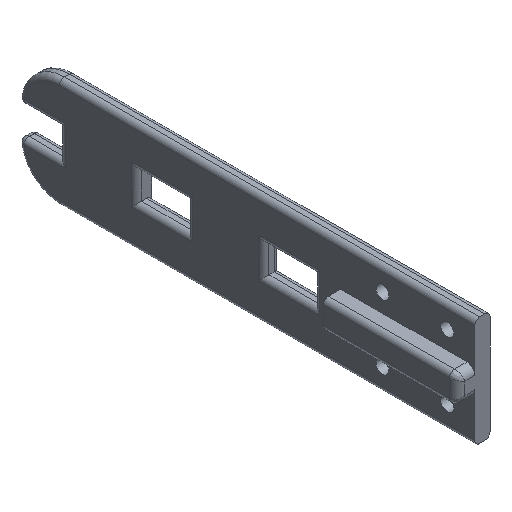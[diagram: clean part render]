
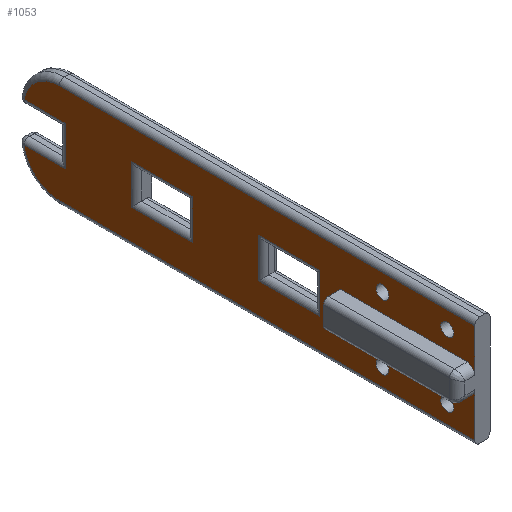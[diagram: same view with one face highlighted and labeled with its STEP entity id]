
A CAD part, isometric view. The second image highlights one B-rep face of the part: STEP entity #1053.
In plain terms, the highlighted planar face has unit normal (-1, 0, 0).
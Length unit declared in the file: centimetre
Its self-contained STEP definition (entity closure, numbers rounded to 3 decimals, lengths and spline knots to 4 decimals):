
#28=FACE_BOUND('',#180,.T.);
#29=FACE_BOUND('',#181,.T.);
#30=FACE_BOUND('',#182,.T.);
#31=FACE_BOUND('',#183,.T.);
#32=FACE_BOUND('',#184,.T.);
#33=FACE_BOUND('',#185,.T.);
#44=CIRCLE('',#1127,1.4);
#45=CIRCLE('',#1128,0.3);
#46=CIRCLE('',#1129,0.3);
#47=CIRCLE('',#1130,1.4);
#48=CIRCLE('',#1131,0.25);
#49=CIRCLE('',#1132,0.25);
#50=CIRCLE('',#1133,0.25);
#51=CIRCLE('',#1134,0.25);
#89=PLANE('',#1126);
#111=FACE_OUTER_BOUND('',#179,.T.);
#179=EDGE_LOOP('',(#716,#717,#718,#719,#720,#721,#722,#723,#724,#725,#726,
#727,#728,#729));
#180=EDGE_LOOP('',(#730,#731,#732,#733));
#181=EDGE_LOOP('',(#734));
#182=EDGE_LOOP('',(#735));
#183=EDGE_LOOP('',(#736));
#184=EDGE_LOOP('',(#737));
#185=EDGE_LOOP('',(#738,#739,#740,#741));
#261=LINE('',#1615,#349);
#265=LINE('',#1626,#353);
#267=LINE('',#1631,#355);
#268=LINE('',#1635,#356);
#269=LINE('',#1637,#357);
#270=LINE('',#1641,#358);
#271=LINE('',#1643,#359);
#272=LINE('',#1645,#360);
#273=LINE('',#1649,#361);
#274=LINE('',#1651,#362);
#275=LINE('',#1655,#363);
#276=LINE('',#1656,#364);
#277=LINE('',#1658,#365);
#278=LINE('',#1659,#366);
#279=LINE('',#1670,#367);
#280=LINE('',#1672,#368);
#281=LINE('',#1674,#369);
#282=LINE('',#1675,#370);
#349=VECTOR('',#1261,1.);
#353=VECTOR('',#1271,1.);
#355=VECTOR('',#1275,1.);
#356=VECTOR('',#1278,1.);
#357=VECTOR('',#1279,1.);
#358=VECTOR('',#1282,1.);
#359=VECTOR('',#1283,1.);
#360=VECTOR('',#1284,1.);
#361=VECTOR('',#1287,1.);
#362=VECTOR('',#1288,1.);
#363=VECTOR('',#1291,1.);
#364=VECTOR('',#1292,1.);
#365=VECTOR('',#1293,1.);
#366=VECTOR('',#1294,1.);
#367=VECTOR('',#1303,1.);
#368=VECTOR('',#1304,1.);
#369=VECTOR('',#1305,1.);
#370=VECTOR('',#1306,1.);
#458=VERTEX_POINT('',#1608);
#461=VERTEX_POINT('',#1613);
#465=VERTEX_POINT('',#1624);
#466=VERTEX_POINT('',#1629);
#467=VERTEX_POINT('',#1630);
#468=VERTEX_POINT('',#1632);
#469=VERTEX_POINT('',#1634);
#470=VERTEX_POINT('',#1636);
#471=VERTEX_POINT('',#1638);
#472=VERTEX_POINT('',#1640);
#473=VERTEX_POINT('',#1642);
#474=VERTEX_POINT('',#1644);
#475=VERTEX_POINT('',#1646);
#476=VERTEX_POINT('',#1648);
#477=VERTEX_POINT('',#1650);
#478=VERTEX_POINT('',#1652);
#479=VERTEX_POINT('',#1654);
#480=VERTEX_POINT('',#1657);
#481=VERTEX_POINT('',#1660);
#482=VERTEX_POINT('',#1662);
#483=VERTEX_POINT('',#1664);
#484=VERTEX_POINT('',#1666);
#485=VERTEX_POINT('',#1668);
#486=VERTEX_POINT('',#1669);
#487=VERTEX_POINT('',#1671);
#488=VERTEX_POINT('',#1673);
#553=EDGE_CURVE('',#461,#458,#261,.T.);
#558=EDGE_CURVE('',#465,#461,#265,.T.);
#560=EDGE_CURVE('',#466,#467,#267,.T.);
#561=EDGE_CURVE('',#468,#466,#44,.T.);
#562=EDGE_CURVE('',#469,#468,#268,.T.);
#563=EDGE_CURVE('',#470,#469,#269,.F.);
#564=EDGE_CURVE('',#470,#471,#45,.T.);
#565=EDGE_CURVE('',#471,#472,#270,.T.);
#566=EDGE_CURVE('',#472,#473,#271,.T.);
#567=EDGE_CURVE('',#473,#474,#272,.T.);
#568=EDGE_CURVE('',#474,#475,#46,.T.);
#569=EDGE_CURVE('',#476,#475,#273,.F.);
#570=EDGE_CURVE('',#477,#476,#274,.T.);
#571=EDGE_CURVE('',#478,#477,#47,.T.);
#572=EDGE_CURVE('',#479,#478,#275,.T.);
#573=EDGE_CURVE('',#467,#479,#276,.T.);
#574=EDGE_CURVE('',#480,#465,#277,.T.);
#575=EDGE_CURVE('',#458,#480,#278,.T.);
#576=EDGE_CURVE('',#481,#481,#48,.T.);
#577=EDGE_CURVE('',#482,#482,#49,.T.);
#578=EDGE_CURVE('',#483,#483,#50,.T.);
#579=EDGE_CURVE('',#484,#484,#51,.T.);
#580=EDGE_CURVE('',#485,#486,#279,.T.);
#581=EDGE_CURVE('',#487,#485,#280,.T.);
#582=EDGE_CURVE('',#488,#487,#281,.T.);
#583=EDGE_CURVE('',#486,#488,#282,.T.);
#716=ORIENTED_EDGE('',*,*,#560,.F.);
#717=ORIENTED_EDGE('',*,*,#561,.F.);
#718=ORIENTED_EDGE('',*,*,#562,.F.);
#719=ORIENTED_EDGE('',*,*,#563,.F.);
#720=ORIENTED_EDGE('',*,*,#564,.T.);
#721=ORIENTED_EDGE('',*,*,#565,.T.);
#722=ORIENTED_EDGE('',*,*,#566,.T.);
#723=ORIENTED_EDGE('',*,*,#567,.T.);
#724=ORIENTED_EDGE('',*,*,#568,.T.);
#725=ORIENTED_EDGE('',*,*,#569,.F.);
#726=ORIENTED_EDGE('',*,*,#570,.F.);
#727=ORIENTED_EDGE('',*,*,#571,.F.);
#728=ORIENTED_EDGE('',*,*,#572,.F.);
#729=ORIENTED_EDGE('',*,*,#573,.F.);
#730=ORIENTED_EDGE('',*,*,#558,.F.);
#731=ORIENTED_EDGE('',*,*,#574,.F.);
#732=ORIENTED_EDGE('',*,*,#575,.F.);
#733=ORIENTED_EDGE('',*,*,#553,.F.);
#734=ORIENTED_EDGE('',*,*,#576,.T.);
#735=ORIENTED_EDGE('',*,*,#577,.T.);
#736=ORIENTED_EDGE('',*,*,#578,.T.);
#737=ORIENTED_EDGE('',*,*,#579,.T.);
#738=ORIENTED_EDGE('',*,*,#580,.F.);
#739=ORIENTED_EDGE('',*,*,#581,.F.);
#740=ORIENTED_EDGE('',*,*,#582,.F.);
#741=ORIENTED_EDGE('',*,*,#583,.F.);
#1053=ADVANCED_FACE('',(#111,#28,#29,#30,#31,#32,#33),#89,.F.);
#1126=AXIS2_PLACEMENT_3D('',#1628,#1273,#1274);
#1127=AXIS2_PLACEMENT_3D('',#1633,#1276,#1277);
#1128=AXIS2_PLACEMENT_3D('',#1639,#1280,#1281);
#1129=AXIS2_PLACEMENT_3D('',#1647,#1285,#1286);
#1130=AXIS2_PLACEMENT_3D('',#1653,#1289,#1290);
#1131=AXIS2_PLACEMENT_3D('',#1661,#1295,#1296);
#1132=AXIS2_PLACEMENT_3D('',#1663,#1297,#1298);
#1133=AXIS2_PLACEMENT_3D('',#1665,#1299,#1300);
#1134=AXIS2_PLACEMENT_3D('',#1667,#1301,#1302);
#1261=DIRECTION('',(0.,1.,0.));
#1271=DIRECTION('',(0.,0.,1.));
#1273=DIRECTION('center_axis',(1.,0.,0.));
#1274=DIRECTION('ref_axis',(0.,1.,0.));
#1275=DIRECTION('',(0.,-1.,0.));
#1276=DIRECTION('center_axis',(1.,0.,0.));
#1277=DIRECTION('ref_axis',(0.,0.705,-0.709));
#1278=DIRECTION('',(0.,1.,0.));
#1279=DIRECTION('',(0.,0.,1.));
#1280=DIRECTION('center_axis',(1.,0.,0.));
#1281=DIRECTION('ref_axis',(0.,-0.707,-0.707));
#1282=DIRECTION('',(0.,1.,0.));
#1283=DIRECTION('',(0.,0.,1.));
#1284=DIRECTION('',(0.,-1.,0.));
#1285=DIRECTION('center_axis',(1.,0.,0.));
#1286=DIRECTION('ref_axis',(0.,-0.707,0.707));
#1287=DIRECTION('',(0.,0.,1.));
#1288=DIRECTION('',(0.,-1.,0.));
#1289=DIRECTION('center_axis',(1.,0.,0.));
#1290=DIRECTION('ref_axis',(0.,0.698,0.716));
#1291=DIRECTION('',(0.,1.,0.));
#1292=DIRECTION('',(0.,0.,1.));
#1293=DIRECTION('',(0.,-1.,0.));
#1294=DIRECTION('',(0.,0.,-1.));
#1295=DIRECTION('center_axis',(1.,0.,0.));
#1296=DIRECTION('ref_axis',(0.,-1.,0.));
#1297=DIRECTION('center_axis',(1.,0.,0.));
#1298=DIRECTION('ref_axis',(0.,-1.,0.));
#1299=DIRECTION('center_axis',(1.,0.,0.));
#1300=DIRECTION('ref_axis',(0.,-1.,0.));
#1301=DIRECTION('center_axis',(1.,0.,0.));
#1302=DIRECTION('ref_axis',(0.,-1.,0.));
#1303=DIRECTION('',(0.,0.,-1.));
#1304=DIRECTION('',(0.,1.,0.));
#1305=DIRECTION('',(0.,0.,1.));
#1306=DIRECTION('',(0.,-1.,0.));
#1608=CARTESIAN_POINT('',(23.8847,87.608,-8.775));
#1613=CARTESIAN_POINT('',(23.8847,85.208,-8.775));
#1615=CARTESIAN_POINT('',(23.8847,86.033,-8.775));
#1624=CARTESIAN_POINT('',(23.8847,85.208,-10.325));
#1626=CARTESIAN_POINT('',(23.8847,85.208,-9.4998));
#1628=CARTESIAN_POINT('Origin',(23.8847,81.758,-9.5496));
#1629=CARTESIAN_POINT('',(23.8847,96.8172,-10.325));
#1630=CARTESIAN_POINT('',(23.8847,95.208,-10.325));
#1631=CARTESIAN_POINT('',(23.8847,86.033,-10.325));
#1632=CARTESIAN_POINT('',(23.8847,95.4331,-11.5151));
#1633=CARTESIAN_POINT('Origin',(23.8847,95.4331,-10.1151));
#1634=CARTESIAN_POINT('',(23.8847,79.133,-11.5151));
#1635=CARTESIAN_POINT('',(23.8847,81.758,-11.5151));
#1636=CARTESIAN_POINT('',(23.8847,79.133,-9.8));
#1637=CARTESIAN_POINT('',(23.8847,79.133,-9.5496));
#1638=CARTESIAN_POINT('',(23.8847,79.433,-10.1));
#1639=CARTESIAN_POINT('Origin',(23.8847,79.433,-9.8));
#1640=CARTESIAN_POINT('',(23.8847,84.383,-10.1));
#1641=CARTESIAN_POINT('',(23.8847,82.8205,-10.1));
#1642=CARTESIAN_POINT('',(23.8847,84.383,-9.));
#1643=CARTESIAN_POINT('',(23.8847,84.383,-9.5498));
#1644=CARTESIAN_POINT('',(23.8847,79.433,-9.));
#1645=CARTESIAN_POINT('',(23.8847,82.8205,-9.));
#1646=CARTESIAN_POINT('',(23.8847,79.133,-9.3));
#1647=CARTESIAN_POINT('Origin',(23.8847,79.433,-9.3));
#1648=CARTESIAN_POINT('',(23.8847,79.133,-7.6141));
#1649=CARTESIAN_POINT('',(23.8847,79.133,-9.5496));
#1650=CARTESIAN_POINT('',(23.8847,95.4335,-7.6141));
#1651=CARTESIAN_POINT('',(23.8847,81.758,-7.6141));
#1652=CARTESIAN_POINT('',(23.8847,96.8129,-8.775));
#1653=CARTESIAN_POINT('Origin',(23.8847,95.4335,-9.0141));
#1654=CARTESIAN_POINT('',(23.8847,95.208,-8.775));
#1655=CARTESIAN_POINT('',(23.8847,86.033,-8.775));
#1656=CARTESIAN_POINT('',(23.8847,95.208,-9.5496));
#1657=CARTESIAN_POINT('',(23.8847,87.608,-10.325));
#1658=CARTESIAN_POINT('',(23.8847,86.033,-10.325));
#1659=CARTESIAN_POINT('',(23.8847,87.608,-9.5496));
#1660=CARTESIAN_POINT('',(23.8847,80.4619,-10.8257));
#1661=CARTESIAN_POINT('Origin',(23.8847,80.2119,-10.8257));
#1662=CARTESIAN_POINT('',(23.8847,83.0036,-10.8291));
#1663=CARTESIAN_POINT('Origin',(23.8847,82.7536,-10.8291));
#1664=CARTESIAN_POINT('',(23.8847,80.462,-8.2878));
#1665=CARTESIAN_POINT('Origin',(23.8847,80.212,-8.2878));
#1666=CARTESIAN_POINT('',(23.8847,83.0006,-8.2844));
#1667=CARTESIAN_POINT('Origin',(23.8847,82.7506,-8.2844));
#1668=CARTESIAN_POINT('',(23.8847,92.608,-8.775));
#1669=CARTESIAN_POINT('',(23.8847,92.608,-10.325));
#1670=CARTESIAN_POINT('',(23.8847,92.608,-9.5496));
#1671=CARTESIAN_POINT('',(23.8847,90.208,-8.775));
#1672=CARTESIAN_POINT('',(23.8847,86.033,-8.775));
#1673=CARTESIAN_POINT('',(23.8847,90.208,-10.325));
#1674=CARTESIAN_POINT('',(23.8847,90.208,-9.5496));
#1675=CARTESIAN_POINT('',(23.8847,86.033,-10.325));
